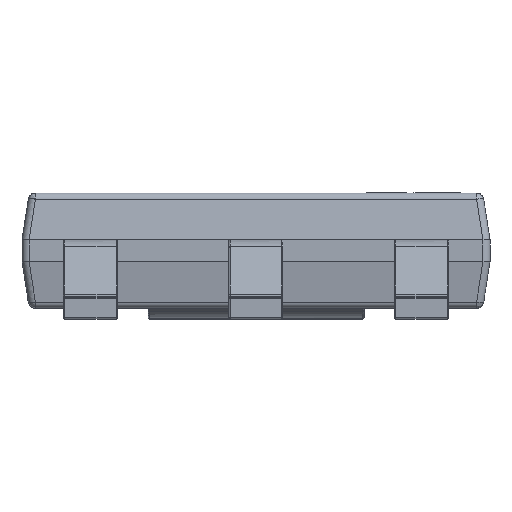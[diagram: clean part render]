
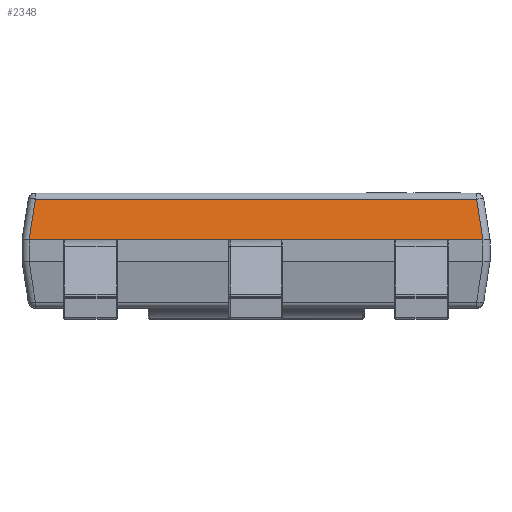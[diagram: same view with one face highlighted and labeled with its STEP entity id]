
A CAD part, left-side view. The second image highlights one B-rep face of the part: STEP entity #2348.
In plain terms, the highlighted free-form (B-spline) face has degree [1, 1] with [2, 2] control points.
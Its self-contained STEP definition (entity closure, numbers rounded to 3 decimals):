
#2050 = EDGE_CURVE('',#2051,#2053,#2055,.T.);
#2051 = VERTEX_POINT('',#2052);
#2052 = CARTESIAN_POINT('',(-1.75,-3.15,1.132));
#2053 = VERTEX_POINT('',#2054);
#2054 = CARTESIAN_POINT('',(-1.75,3.15,1.132));
#2055 = B_SPLINE_CURVE_WITH_KNOTS('',1,(#2056,#2057),.UNSPECIFIED.,.F.,
  .F.,(2,2),(-6.4,-0.1),.PIECEWISE_BEZIER_KNOTS.);
#2056 = CARTESIAN_POINT('',(-1.75,-3.15,1.132));
#2057 = CARTESIAN_POINT('',(-1.75,3.15,1.132));
#2348 = ADVANCED_FACE('',(#2349),#2389,.T.);
#2349 = FACE_BOUND('',#2350,.T.);
#2350 = EDGE_LOOP('',(#2351,#2360,#2367,#2368,#2377,#2384));
#2351 = ORIENTED_EDGE('',*,*,#2352,.T.);
#2352 = EDGE_CURVE('',#2353,#2355,#2357,.T.);
#2353 = VERTEX_POINT('',#2354);
#2354 = CARTESIAN_POINT('',(-1.663,3.064,
    1.697));
#2355 = VERTEX_POINT('',#2356);
#2356 = CARTESIAN_POINT('',(-1.75,3.151,1.132)
  );
#2357 = B_SPLINE_CURVE_WITH_KNOTS('',1,(#2358,#2359),.UNSPECIFIED.,.F.,
  .F.,(2,2),(0.545,1.124),.PIECEWISE_BEZIER_KNOTS.);
#2358 = CARTESIAN_POINT('',(-1.663,3.064,
    1.697));
#2359 = CARTESIAN_POINT('',(-1.75,3.151,1.132)
  );
#2360 = ORIENTED_EDGE('',*,*,#2361,.T.);
#2361 = EDGE_CURVE('',#2355,#2053,#2362,.T.);
#2362 = ( BOUNDED_CURVE() B_SPLINE_CURVE(3,(#2363,#2364,#2365,#2366),
.UNSPECIFIED.,.F.,.F.) B_SPLINE_CURVE_WITH_KNOTS((4,4),(6.272,
6.283),.PIECEWISE_BEZIER_KNOTS.) CURVE() 
GEOMETRIC_REPRESENTATION_ITEM() RATIONAL_B_SPLINE_CURVE((1.,
1.,1.,1.)) REPRESENTATION_ITEM('') );
#2363 = CARTESIAN_POINT('',(-1.75,3.151,1.132)
  );
#2364 = CARTESIAN_POINT('',(-1.75,3.151,1.132)
  );
#2365 = CARTESIAN_POINT('',(-1.75,3.15,1.132));
#2366 = CARTESIAN_POINT('',(-1.75,3.15,1.132));
#2367 = ORIENTED_EDGE('',*,*,#2050,.F.);
#2368 = ORIENTED_EDGE('',*,*,#2369,.T.);
#2369 = EDGE_CURVE('',#2051,#2370,#2372,.T.);
#2370 = VERTEX_POINT('',#2371);
#2371 = CARTESIAN_POINT('',(-1.75,-3.151,1.132
    ));
#2372 = ( BOUNDED_CURVE() B_SPLINE_CURVE(3,(#2373,#2374,#2375,#2376),
.UNSPECIFIED.,.F.,.F.) B_SPLINE_CURVE_WITH_KNOTS((4,4),(0.,
0.012),.PIECEWISE_BEZIER_KNOTS.) CURVE() 
GEOMETRIC_REPRESENTATION_ITEM() RATIONAL_B_SPLINE_CURVE((1.,
1.,1.,1.)) REPRESENTATION_ITEM('') );
#2373 = CARTESIAN_POINT('',(-1.75,-3.15,1.132));
#2374 = CARTESIAN_POINT('',(-1.75,-3.15,1.132));
#2375 = CARTESIAN_POINT('',(-1.75,-3.151,1.132)
  );
#2376 = CARTESIAN_POINT('',(-1.75,-3.151,1.132
    ));
#2377 = ORIENTED_EDGE('',*,*,#2378,.T.);
#2378 = EDGE_CURVE('',#2370,#2379,#2381,.T.);
#2379 = VERTEX_POINT('',#2380);
#2380 = CARTESIAN_POINT('',(-1.663,-3.064,
    1.697));
#2381 = B_SPLINE_CURVE_WITH_KNOTS('',1,(#2382,#2383),.UNSPECIFIED.,.F.,
  .F.,(2,2),(-1.124,-0.545),.PIECEWISE_BEZIER_KNOTS.);
#2382 = CARTESIAN_POINT('',(-1.75,-3.151,1.132
    ));
#2383 = CARTESIAN_POINT('',(-1.663,-3.064,
    1.697));
#2384 = ORIENTED_EDGE('',*,*,#2385,.T.);
#2385 = EDGE_CURVE('',#2379,#2353,#2386,.T.);
#2386 = B_SPLINE_CURVE_WITH_KNOTS('',1,(#2387,#2388),.UNSPECIFIED.,.F.,
  .F.,(2,2),(-3.064,3.064),.PIECEWISE_BEZIER_KNOTS.);
#2387 = CARTESIAN_POINT('',(-1.663,-3.064,
    1.697));
#2388 = CARTESIAN_POINT('',(-1.663,3.064,
    1.697));
#2389 = B_SPLINE_SURFACE_WITH_KNOTS('',1,1,(
    (#2390,#2391)
    ,(#2392,#2393
    )),.UNSPECIFIED.,.F.,.F.,.F.,(2,2),(2,2),(-3.151,
    3.151),(0.086,0.658),
  .PIECEWISE_BEZIER_KNOTS.);
#2390 = CARTESIAN_POINT('',(-1.663,-3.151,
    1.697));
#2391 = CARTESIAN_POINT('',(-1.75,-3.151,1.132));
#2392 = CARTESIAN_POINT('',(-1.663,3.151,
    1.697));
#2393 = CARTESIAN_POINT('',(-1.75,3.151,1.132));
